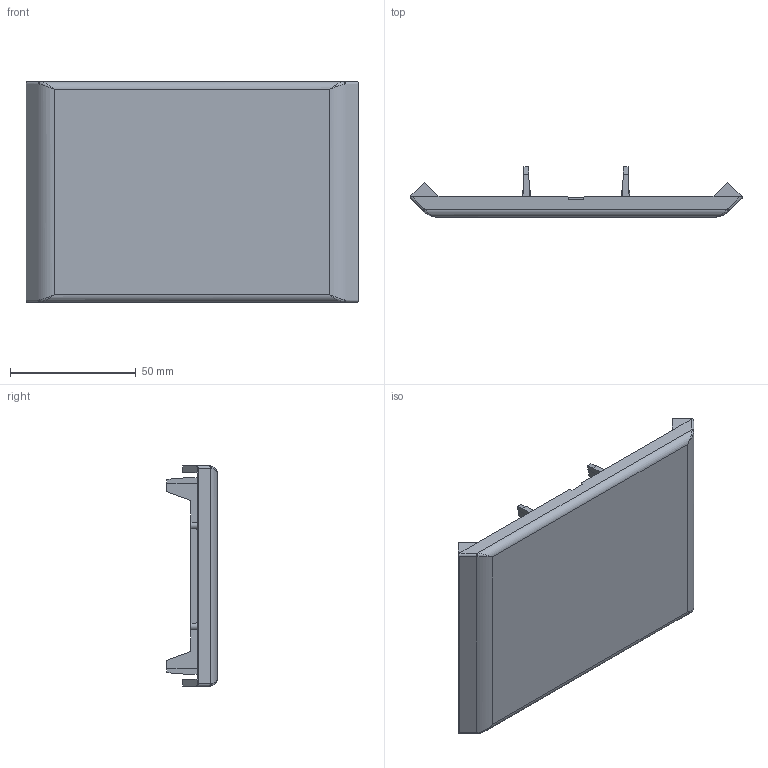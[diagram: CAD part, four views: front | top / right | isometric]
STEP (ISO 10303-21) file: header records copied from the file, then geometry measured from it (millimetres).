
FILE_DESCRIPTION (( 'STEP AP203' ), '1' );
FILE_NAME ('412523580_c_1.STEP', '2023-03-06T14:33:46', ( '' ), ( '' ), 'SwSTEP 2.0', 'SolidWorks 2014', '' );
FILE_SCHEMA (( 'CONFIG_CONTROL_DESIGN' ));
Length unit declared in the file: millimetre
Products named in the file (1): 412523580_c_1
Bounding box: 131.8 x 20 x 87.6 mm (x, y, z)
Volume: 41191.7 mm3; surface area: 30188.6 mm2
Topology: 1 solids, 1 shells, 144 faces, 402 edges, 256 vertices
Faces by surface type: plane 112, cylinder 16, bspline 8, cone 8
Entity records: 5075 total; most frequent: CARTESIAN_POINT 1447, ORIENTED_EDGE 796, DIRECTION 660, EDGE_CURVE 398, LINE 314, VECTOR 314, VERTEX_POINT 256, AXIS2_PLACEMENT_3D 173
